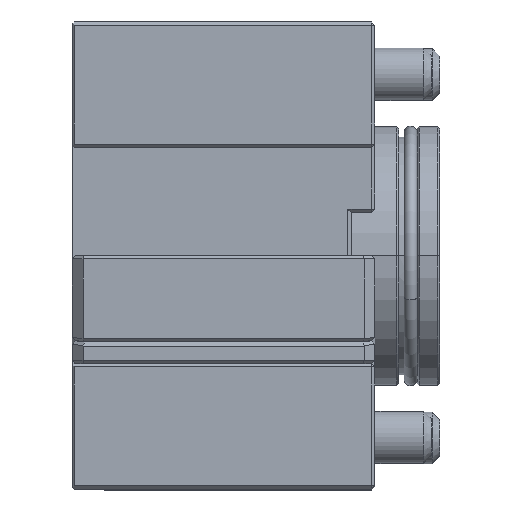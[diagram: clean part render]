
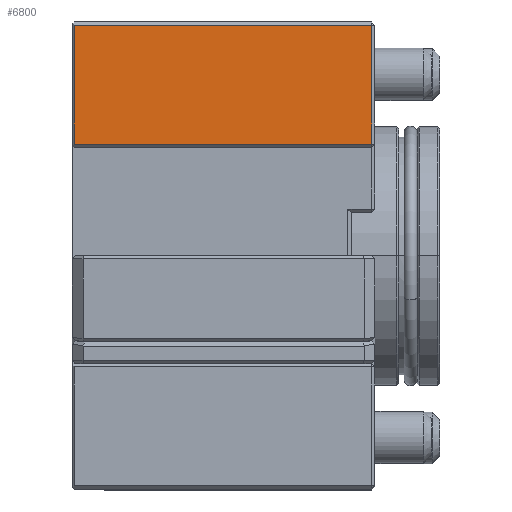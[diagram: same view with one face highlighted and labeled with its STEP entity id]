
A CAD part, top view. The second image highlights one B-rep face of the part: STEP entity #6800.
In plain terms, the highlighted planar face has unit normal (0, 0, 1).
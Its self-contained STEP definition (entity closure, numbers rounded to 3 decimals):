
#1516=DIRECTION('',(0.,-1.,0.));
#1517=VECTOR('',#1516,27.5);
#1518=CARTESIAN_POINT('',(-0.75,51.95,65.));
#1519=LINE('',#1518,#1517);
#1882=DIRECTION('',(1.,0.,0.));
#1883=VECTOR('',#1882,68.75);
#1884=CARTESIAN_POINT('',(-69.5,51.95,65.));
#1885=LINE('',#1884,#1883);
#1906=DIRECTION('',(0.,1.,0.));
#1907=VECTOR('',#1906,27.5);
#1908=CARTESIAN_POINT('',(-69.5,24.45,65.));
#1909=LINE('',#1908,#1907);
#2423=DIRECTION('',(-1.,0.,0.));
#2424=VECTOR('',#2423,68.75);
#2425=CARTESIAN_POINT('',(-0.75,24.45,65.));
#2426=LINE('',#2425,#2424);
#3748=CARTESIAN_POINT('',(-0.75,24.45,65.));
#3750=VERTEX_POINT('',#3748);
#3752=CARTESIAN_POINT('',(-0.75,51.95,65.));
#3753=VERTEX_POINT('',#3752);
#3983=CARTESIAN_POINT('',(-69.5,24.45,65.));
#3984=VERTEX_POINT('',#3983);
#3985=CARTESIAN_POINT('',(-69.5,51.95,65.));
#3986=VERTEX_POINT('',#3985);
#6787=CARTESIAN_POINT('',(-70.,-55.3,65.));
#6788=DIRECTION('',(0.,0.,-1.));
#6789=DIRECTION('',(-1.,0.,0.));
#6790=AXIS2_PLACEMENT_3D('',#6787,#6788,#6789);
#6791=PLANE('',#6790);
#6793=ORIENTED_EDGE('',*,*,#6792,.T.);
#6794=ORIENTED_EDGE('',*,*,#6777,.T.);
#6795=ORIENTED_EDGE('',*,*,#6232,.T.);
#6797=ORIENTED_EDGE('',*,*,#6796,.T.);
#6798=EDGE_LOOP('',(#6793,#6794,#6795,#6797));
#6799=FACE_OUTER_BOUND('',#6798,.F.);
#6800=ADVANCED_FACE('',(#6799),#6791,.F.);
#6232=EDGE_CURVE('',#3753,#3750,#1519,.T.);
#6777=EDGE_CURVE('',#3986,#3753,#1885,.T.);
#6792=EDGE_CURVE('',#3984,#3986,#1909,.T.);
#6796=EDGE_CURVE('',#3750,#3984,#2426,.T.);
